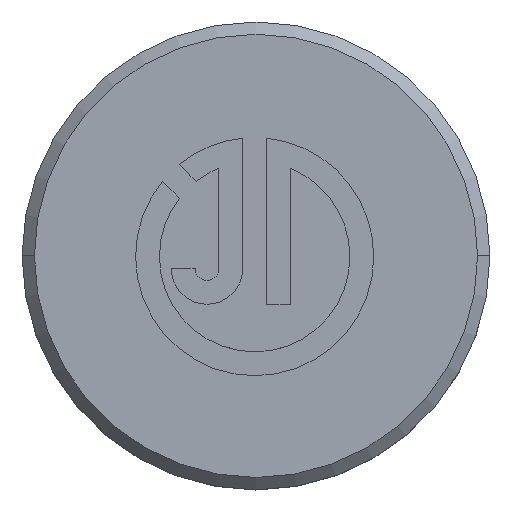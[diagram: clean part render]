
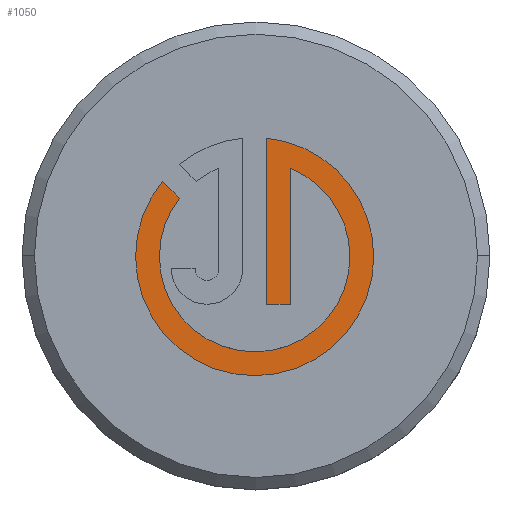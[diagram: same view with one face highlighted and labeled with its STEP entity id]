
A CAD part, top view. The second image highlights one B-rep face of the part: STEP entity #1050.
In plain terms, the highlighted planar face has unit normal (0, 0, 1).
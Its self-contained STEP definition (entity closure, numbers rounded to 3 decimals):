
#8 = DIRECTION ( 'NONE',  ( -1., 0., 0. ) ) ;
#23 = CARTESIAN_POINT ( 'NONE',  ( 0.429, 4.783, 69.9 ) ) ;
#63 = VERTEX_POINT ( 'NONE', #23 ) ;
#70 = CARTESIAN_POINT ( 'NONE',  ( -3.11, 2.343, 69.9 ) ) ;
#73 = EDGE_CURVE ( 'NONE', #1949, #1435, #1515, .T. ) ;
#78 = DIRECTION ( 'NONE',  ( -1., 0., 0. ) ) ;
#90 = PLANE ( 'NONE',  #107 ) ;
#98 = DIRECTION ( 'NONE',  ( 0., 0., 1. ) ) ;
#107 = AXIS2_PLACEMENT_3D ( 'NONE', #522, #98, #1136 ) ;
#108 = VECTOR ( 'NONE', #1107, 1000. ) ;
#140 = CIRCLE ( 'NONE', #1818, 4.836 ) ;
#204 = ORIENTED_EDGE ( 'NONE', *, *, #759, .T. ) ;
#215 = DIRECTION ( 'NONE',  ( 1., 0., 0. ) ) ;
#222 = DIRECTION ( 'NONE',  ( 0., 0., -1. ) ) ;
#223 = CARTESIAN_POINT ( 'NONE',  ( 1.397, -1.963, 69.9 ) ) ;
#255 = AXIS2_PLACEMENT_3D ( 'NONE', #1806, #904, #8 ) ;
#263 = EDGE_CURVE ( 'NONE', #1804, #431, #348, .T. ) ;
#275 = LINE ( 'NONE', #1714, #1895 ) ;
#286 = EDGE_CURVE ( 'NONE', #63, #1462, #1922, .T. ) ;
#330 = EDGE_CURVE ( 'NONE', #1083, #1787, #592, .T. ) ;
#339 = CARTESIAN_POINT ( 'NONE',  ( 1.397, 0., 69.9 ) ) ;
#348 = LINE ( 'NONE', #339, #1492 ) ;
#349 = CIRCLE ( 'NONE', #854, 3.869 ) ;
#431 = VERTEX_POINT ( 'NONE', #1423 ) ;
#466 = ORIENTED_EDGE ( 'NONE', *, *, #686, .T. ) ;
#502 = CARTESIAN_POINT ( 'NONE',  ( 4.782, -0.029, 69.9 ) ) ;
#506 = CARTESIAN_POINT ( 'NONE',  ( 0.429, 0., 69.9 ) ) ;
#518 = CARTESIAN_POINT ( 'NONE',  ( -0.054, -0.029, 69.9 ) ) ;
#522 = CARTESIAN_POINT ( 'NONE',  ( 0., 0., 69.9 ) ) ;
#537 = AXIS2_PLACEMENT_3D ( 'NONE', #518, #1576, #667 ) ;
#540 = ORIENTED_EDGE ( 'NONE', *, *, #73, .T. ) ;
#592 = CIRCLE ( 'NONE', #537, 4.836 ) ;
#600 = VERTEX_POINT ( 'NONE', #502 ) ;
#603 = ORIENTED_EDGE ( 'NONE', *, *, #1571, .T. ) ;
#608 = EDGE_CURVE ( 'NONE', #1917, #1083, #1286, .T. ) ;
#662 = AXIS2_PLACEMENT_3D ( 'NONE', #852, #1915, #1003 ) ;
#663 = CARTESIAN_POINT ( 'NONE',  ( -0.054, -0.029, 69.9 ) ) ;
#667 = DIRECTION ( 'NONE',  ( 1., 0., 0. ) ) ;
#686 = EDGE_CURVE ( 'NONE', #600, #63, #140, .T. ) ;
#759 = EDGE_CURVE ( 'NONE', #1787, #600, #1047, .T. ) ;
#769 = CARTESIAN_POINT ( 'NONE',  ( -0.054, -0.029, 69.9 ) ) ;
#794 = ORIENTED_EDGE ( 'NONE', *, *, #608, .T. ) ;
#831 = DIRECTION ( 'NONE',  ( 0., 0., 1. ) ) ;
#845 = CARTESIAN_POINT ( 'NONE',  ( -3.799, 3.032, 69.9 ) ) ;
#852 = CARTESIAN_POINT ( 'NONE',  ( -0.054, -0.029, 69.9 ) ) ;
#854 = AXIS2_PLACEMENT_3D ( 'NONE', #769, #1833, #929 ) ;
#874 = CIRCLE ( 'NONE', #255, 3.869 ) ;
#904 = DIRECTION ( 'NONE',  ( 0., 0., -1. ) ) ;
#929 = DIRECTION ( 'NONE',  ( -1., 0., 0. ) ) ;
#1003 = DIRECTION ( 'NONE',  ( 1., 0., 0. ) ) ;
#1047 = CIRCLE ( 'NONE', #662, 4.836 ) ;
#1050 = ADVANCED_FACE ( 'NONE', ( #1244 ), #90, .T. ) ;
#1051 = VECTOR ( 'NONE', #1562, 1000. ) ;
#1083 = VERTEX_POINT ( 'NONE', #845 ) ;
#1098 = CARTESIAN_POINT ( 'NONE',  ( 0.429, -1.963, 69.9 ) ) ;
#1107 = DIRECTION ( 'NONE',  ( -0.707, 0.707, 0. ) ) ;
#1136 = DIRECTION ( 'NONE',  ( 1., 0., 0. ) ) ;
#1177 = EDGE_LOOP ( 'NONE', ( #1769, #540, #603, #794, #1668, #204, #466, #1644, #1675, #1220 ) ) ;
#1220 = ORIENTED_EDGE ( 'NONE', *, *, #263, .T. ) ;
#1236 = EDGE_CURVE ( 'NONE', #431, #1949, #874, .T. ) ;
#1244 = FACE_OUTER_BOUND ( 'NONE', #1177, .T. ) ;
#1286 = LINE ( 'NONE', #70, #108 ) ;
#1359 = CARTESIAN_POINT ( 'NONE',  ( -3.11, 2.343, 69.9 ) ) ;
#1423 = CARTESIAN_POINT ( 'NONE',  ( 1.397, 3.558, 69.9 ) ) ;
#1435 = VERTEX_POINT ( 'NONE', #1859 ) ;
#1462 = VERTEX_POINT ( 'NONE', #1098 ) ;
#1492 = VECTOR ( 'NONE', #1702, 1000. ) ;
#1515 = CIRCLE ( 'NONE', #1942, 3.869 ) ;
#1562 = DIRECTION ( 'NONE',  ( 0., -1., 0. ) ) ;
#1564 = CARTESIAN_POINT ( 'NONE',  ( -4.89, -0.029, 69.9 ) ) ;
#1571 = EDGE_CURVE ( 'NONE', #1435, #1917, #349, .T. ) ;
#1576 = DIRECTION ( 'NONE',  ( 0., 0., 1. ) ) ;
#1644 = ORIENTED_EDGE ( 'NONE', *, *, #286, .T. ) ;
#1668 = ORIENTED_EDGE ( 'NONE', *, *, #330, .T. ) ;
#1675 = ORIENTED_EDGE ( 'NONE', *, *, #1716, .T. ) ;
#1702 = DIRECTION ( 'NONE',  ( 0., 1., 0. ) ) ;
#1714 = CARTESIAN_POINT ( 'NONE',  ( 0., -1.963, 69.9 ) ) ;
#1716 = EDGE_CURVE ( 'NONE', #1462, #1804, #275, .T. ) ;
#1736 = CARTESIAN_POINT ( 'NONE',  ( -0.054, -0.029, 69.9 ) ) ;
#1769 = ORIENTED_EDGE ( 'NONE', *, *, #1236, .T. ) ;
#1787 = VERTEX_POINT ( 'NONE', #1564 ) ;
#1804 = VERTEX_POINT ( 'NONE', #223 ) ;
#1806 = CARTESIAN_POINT ( 'NONE',  ( -0.054, -0.029, 69.9 ) ) ;
#1818 = AXIS2_PLACEMENT_3D ( 'NONE', #1736, #831, #1892 ) ;
#1833 = DIRECTION ( 'NONE',  ( 0., 0., -1. ) ) ;
#1840 = CARTESIAN_POINT ( 'NONE',  ( 3.815, -0.029, 69.9 ) ) ;
#1859 = CARTESIAN_POINT ( 'NONE',  ( -3.923, -0.029, 69.9 ) ) ;
#1892 = DIRECTION ( 'NONE',  ( 1., 0., 0. ) ) ;
#1895 = VECTOR ( 'NONE', #215, 1000. ) ;
#1915 = DIRECTION ( 'NONE',  ( 0., 0., 1. ) ) ;
#1917 = VERTEX_POINT ( 'NONE', #1359 ) ;
#1922 = LINE ( 'NONE', #506, #1051 ) ;
#1942 = AXIS2_PLACEMENT_3D ( 'NONE', #663, #222, #78 ) ;
#1949 = VERTEX_POINT ( 'NONE', #1840 ) ;
